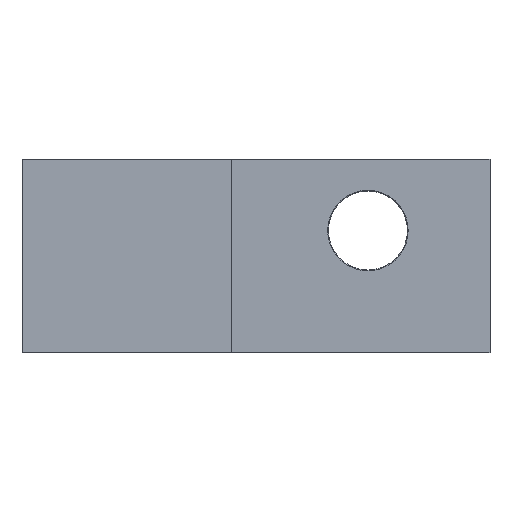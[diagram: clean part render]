
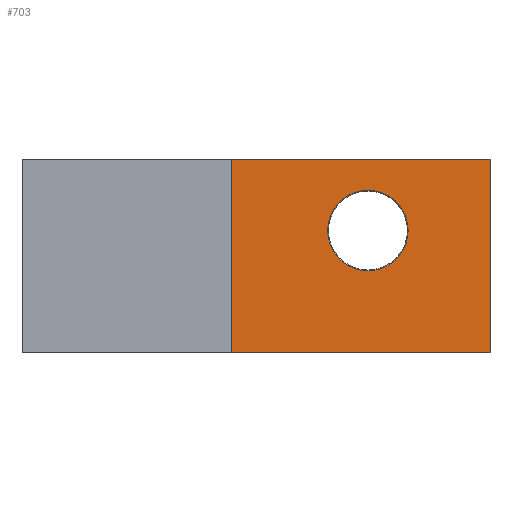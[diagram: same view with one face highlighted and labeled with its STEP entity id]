
A CAD part, front view. The second image highlights one B-rep face of the part: STEP entity #703.
In plain terms, the highlighted planar face has unit normal (0, -1, 0).
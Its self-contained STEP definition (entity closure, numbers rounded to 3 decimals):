
#23=FACE_BOUND('',#105,.T.);
#26=CIRCLE('',#758,51.5);
#65=FACE_OUTER_BOUND('',#104,.T.);
#104=EDGE_LOOP('',(#533,#534,#535,#536,#537));
#105=EDGE_LOOP('',(#538));
#166=LINE('',#1084,#248);
#167=LINE('',#1086,#249);
#168=LINE('',#1088,#250);
#169=LINE('',#1090,#251);
#170=LINE('',#1091,#252);
#248=VECTOR('',#879,10.);
#249=VECTOR('',#880,10.);
#250=VECTOR('',#881,10.);
#251=VECTOR('',#882,10.);
#252=VECTOR('',#883,10.);
#316=VERTEX_POINT('',#1074);
#319=VERTEX_POINT('',#1082);
#320=VERTEX_POINT('',#1083);
#321=VERTEX_POINT('',#1085);
#322=VERTEX_POINT('',#1087);
#323=VERTEX_POINT('',#1089);
#394=EDGE_CURVE('',#316,#316,#26,.T.);
#398=EDGE_CURVE('',#319,#320,#166,.T.);
#399=EDGE_CURVE('',#320,#321,#167,.T.);
#400=EDGE_CURVE('',#321,#322,#168,.T.);
#401=EDGE_CURVE('',#322,#323,#169,.T.);
#402=EDGE_CURVE('',#323,#319,#170,.T.);
#533=ORIENTED_EDGE('',*,*,#398,.T.);
#534=ORIENTED_EDGE('',*,*,#399,.T.);
#535=ORIENTED_EDGE('',*,*,#400,.T.);
#536=ORIENTED_EDGE('',*,*,#401,.T.);
#537=ORIENTED_EDGE('',*,*,#402,.T.);
#538=ORIENTED_EDGE('',*,*,#394,.F.);
#671=PLANE('',#761);
#703=ADVANCED_FACE('',(#65,#23),#671,.F.);
#758=AXIS2_PLACEMENT_3D('',#1075,#870,#871);
#761=AXIS2_PLACEMENT_3D('',#1081,#877,#878);
#870=DIRECTION('center_axis',(0.,-1.,0.));
#871=DIRECTION('ref_axis',(1.,0.,0.));
#877=DIRECTION('center_axis',(0.,1.,0.));
#878=DIRECTION('ref_axis',(-1.,0.,0.));
#879=DIRECTION('',(0.,0.,1.));
#880=DIRECTION('',(-1.,0.,0.));
#881=DIRECTION('',(-0.707,0.,-0.707));
#882=DIRECTION('',(0.,0.,-1.));
#883=DIRECTION('',(1.,0.,0.));
#1074=CARTESIAN_POINT('',(395.763,-39.513,103.959));
#1075=CARTESIAN_POINT('Origin',(447.263,-39.513,103.959));
#1081=CARTESIAN_POINT('Origin',(447.263,-39.513,250.));
#1082=CARTESIAN_POINT('',(603.363,-39.513,-52.141));
#1083=CARTESIAN_POINT('',(603.363,-39.513,195.));
#1084=CARTESIAN_POINT('',(603.363,-39.513,98.93));
#1085=CARTESIAN_POINT('',(273.7,-39.513,195.));
#1086=CARTESIAN_POINT('',(541.1,-39.513,195.));
#1087=CARTESIAN_POINT('',(273.2,-39.513,194.5));
#1088=CARTESIAN_POINT('',(330.715,-39.513,252.016));
#1089=CARTESIAN_POINT('',(273.2,-39.513,-52.141));
#1090=CARTESIAN_POINT('',(273.2,-39.513,-52.141));
#1091=CARTESIAN_POINT('',(541.1,-39.513,-52.141));
